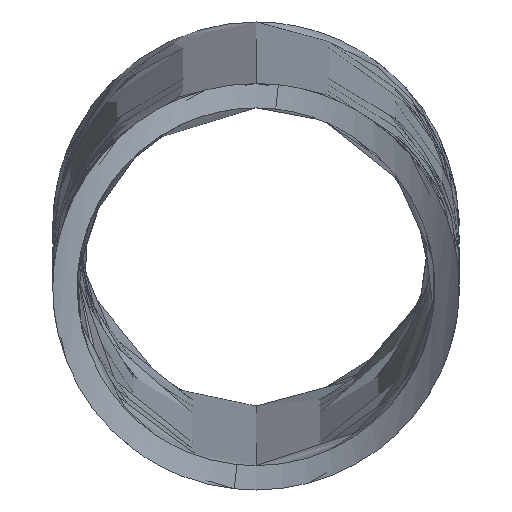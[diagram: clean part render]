
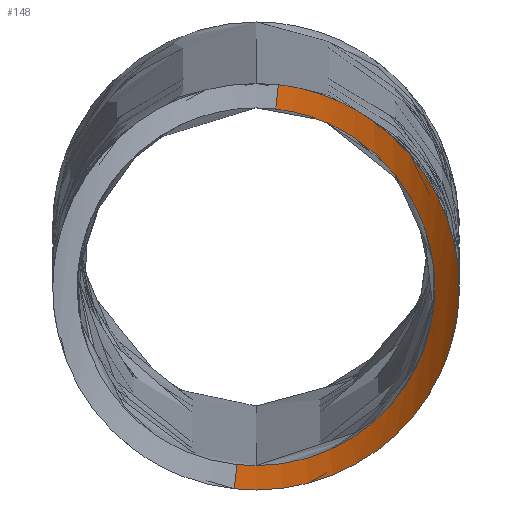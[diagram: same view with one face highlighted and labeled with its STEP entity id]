
A CAD part, left-side view. The second image highlights one B-rep face of the part: STEP entity #148.
In plain terms, the highlighted cylindrical face has radius 15 mm (diameter 30 mm), a partial arc.
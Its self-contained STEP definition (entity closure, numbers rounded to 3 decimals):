
#52=CARTESIAN_POINT('Axis2P3D Location',(-760.,-265.,185.48)) ;
#57=CARTESIAN_POINT('Line Origine',(-745.,-265.,185.48)) ;
#61=CARTESIAN_POINT('Vertex',(-745.,-263.665,173.235)) ;
#63=CARTESIAN_POINT('Vertex',(-745.,-263.828,174.726)) ;
#67=CARTESIAN_POINT('Control Point',(-745.06,-265.,173.163)) ;
#68=CARTESIAN_POINT('Control Point',(-745.02,-264.558,173.163)) ;
#69=CARTESIAN_POINT('Control Point',(-745.,-264.111,173.187)) ;
#70=CARTESIAN_POINT('Control Point',(-745.,-263.665,173.235)) ;
#71=CARTESIAN_POINT('Vertex',(-745.06,-265.,173.163)) ;
#75=CARTESIAN_POINT('Control Point',(-745.06,-265.,173.163)) ;
#76=CARTESIAN_POINT('Control Point',(-745.202,-266.609,173.161)) ;
#77=CARTESIAN_POINT('Control Point',(-745.56,-268.23,173.416)) ;
#78=CARTESIAN_POINT('Control Point',(-746.123,-269.762,173.935)) ;
#79=CARTESIAN_POINT('Control Point',(-747.318,-272.148,175.168)) ;
#80=CARTESIAN_POINT('Control Point',(-748.722,-274.078,176.922)) ;
#81=CARTESIAN_POINT('Control Point',(-749.32,-274.8,177.737)) ;
#82=CARTESIAN_POINT('Control Point',(-750.367,-275.934,179.33)) ;
#83=CARTESIAN_POINT('Control Point',(-751.199,-276.765,181.22)) ;
#84=CARTESIAN_POINT('Control Point',(-751.498,-277.065,182.107)) ;
#85=CARTESIAN_POINT('Control Point',(-751.814,-277.474,183.907)) ;
#86=CARTESIAN_POINT('Control Point',(-751.618,-277.545,185.766)) ;
#87=CARTESIAN_POINT('Control Point',(-751.407,-277.498,186.625)) ;
#88=CARTESIAN_POINT('Control Point',(-750.709,-277.222,188.672)) ;
#89=CARTESIAN_POINT('Control Point',(-749.721,-276.583,190.509)) ;
#90=CARTESIAN_POINT('Control Point',(-749.106,-276.093,191.539)) ;
#91=CARTESIAN_POINT('Control Point',(-748.096,-275.11,193.129)) ;
#92=CARTESIAN_POINT('Control Point',(-747.164,-273.837,194.525)) ;
#93=CARTESIAN_POINT('Control Point',(-746.819,-273.296,195.038)) ;
#94=CARTESIAN_POINT('Control Point',(-745.994,-271.785,196.268)) ;
#95=CARTESIAN_POINT('Control Point',(-745.389,-270.007,197.214)) ;
#96=CARTESIAN_POINT('Control Point',(-745.127,-268.828,197.663)) ;
#97=CARTESIAN_POINT('Control Point',(-745.,-267.602,197.954)) ;
#98=CARTESIAN_POINT('Control Point',(-745.,-266.375,198.09)) ;
#99=CARTESIAN_POINT('Vertex',(-745.,-266.375,198.09)) ;
#102=CARTESIAN_POINT('Line Origine',(-745.,-265.,185.48)) ;
#106=CARTESIAN_POINT('Vertex',(-745.,-266.212,196.598)) ;
#110=CARTESIAN_POINT('Control Point',(-745.046,-265.,174.663)) ;
#111=CARTESIAN_POINT('Control Point',(-745.157,-266.426,174.662)) ;
#112=CARTESIAN_POINT('Control Point',(-745.436,-267.866,174.889)) ;
#113=CARTESIAN_POINT('Control Point',(-745.878,-269.238,175.356)) ;
#114=CARTESIAN_POINT('Control Point',(-746.73,-271.197,176.383)) ;
#115=CARTESIAN_POINT('Control Point',(-747.69,-272.821,177.836)) ;
#116=CARTESIAN_POINT('Control Point',(-748.039,-273.361,178.413)) ;
#117=CARTESIAN_POINT('Control Point',(-748.76,-274.4,179.744)) ;
#118=CARTESIAN_POINT('Control Point',(-749.355,-275.188,181.309)) ;
#119=CARTESIAN_POINT('Control Point',(-749.61,-275.528,182.201)) ;
#120=CARTESIAN_POINT('Control Point',(-749.891,-275.992,184.045)) ;
#121=CARTESIAN_POINT('Control Point',(-749.733,-276.053,185.96)) ;
#122=CARTESIAN_POINT('Control Point',(-749.548,-275.981,186.872)) ;
#123=CARTESIAN_POINT('Control Point',(-748.953,-275.615,188.924)) ;
#124=CARTESIAN_POINT('Control Point',(-748.113,-274.827,190.757)) ;
#125=CARTESIAN_POINT('Control Point',(-747.609,-274.257,191.73)) ;
#126=CARTESIAN_POINT('Control Point',(-746.482,-272.687,193.778)) ;
#127=CARTESIAN_POINT('Control Point',(-745.569,-270.546,195.33)) ;
#128=CARTESIAN_POINT('Control Point',(-745.185,-269.171,196.014)) ;
#129=CARTESIAN_POINT('Control Point',(-745.,-267.693,196.434)) ;
#130=CARTESIAN_POINT('Control Point',(-745.,-266.212,196.598)) ;
#131=CARTESIAN_POINT('Vertex',(-745.046,-265.,174.663)) ;
#135=CARTESIAN_POINT('Control Point',(-745.046,-265.,174.663)) ;
#136=CARTESIAN_POINT('Control Point',(-745.016,-264.611,174.664)) ;
#137=CARTESIAN_POINT('Control Point',(-745.,-264.219,174.684)) ;
#138=CARTESIAN_POINT('Control Point',(-745.,-263.828,174.726)) ;
#53=DIRECTION('Axis2P3D Direction',(0.,0.108,-0.994)) ;
#54=DIRECTION('Axis2P3D XDirection',(-1.,0.,0.)) ;
#58=DIRECTION('Vector Direction',(0.,0.108,-0.994)) ;
#103=DIRECTION('Vector Direction',(0.,0.108,-0.994)) ;
#55=AXIS2_PLACEMENT_3D('Cylinder Axis2P3D',#52,#53,#54) ;
#141=ORIENTED_EDGE('',*,*,#65,.F.) ;
#142=ORIENTED_EDGE('',*,*,#73,.F.) ;
#143=ORIENTED_EDGE('',*,*,#101,.T.) ;
#144=ORIENTED_EDGE('',*,*,#108,.F.) ;
#145=ORIENTED_EDGE('',*,*,#133,.F.) ;
#146=ORIENTED_EDGE('',*,*,#139,.T.) ;
#59=VECTOR('Line Direction',#58,1.) ;
#104=VECTOR('Line Direction',#103,1.) ;
#148=ADVANCED_FACE('Corps principal',(#147),#56,.F.) ;
#66=B_SPLINE_CURVE_WITH_KNOTS('',3,(#67,#68,#69,#70),.UNSPECIFIED.,.F.,.U.,(4,4),(0.,1.99),.UNSPECIFIED.) ;
#74=B_SPLINE_CURVE_WITH_KNOTS('',5,(#75,#76,#77,#78,#79,#80,#81,#82,#83,#84,#85,#86,#87,#88,#89,#90,#91,#92,#93,#94,#95,#96,#97,#98),.UNSPECIFIED.,.F.,.U.,(6,3,3,3,3,3,3,6),(0.,12.063,20.742,27.45,33.47,42.454,48.219,57.336),.UNSPECIFIED.) ;
#109=B_SPLINE_CURVE_WITH_KNOTS('',5,(#110,#111,#112,#113,#114,#115,#116,#117,#118,#119,#120,#121,#122,#123,#124,#125,#126,#127,#128,#129,#130),.UNSPECIFIED.,.F.,.U.,(6,3,3,3,3,3,6),(0.,10.681,16.713,23.461,29.805,38.349,49.346),.UNSPECIFIED.) ;
#134=B_SPLINE_CURVE_WITH_KNOTS('',3,(#135,#136,#137,#138),.UNSPECIFIED.,.F.,.U.,(4,4),(0.,1.747),.UNSPECIFIED.) ;
#56=CYLINDRICAL_SURFACE('generated cylinder',#55,15.) ;
#65=EDGE_CURVE('',#62,#64,#60,.F.) ;
#73=EDGE_CURVE('',#72,#62,#66,.T.) ;
#101=EDGE_CURVE('',#72,#100,#74,.T.) ;
#108=EDGE_CURVE('',#107,#100,#105,.F.) ;
#133=EDGE_CURVE('',#132,#107,#109,.T.) ;
#139=EDGE_CURVE('',#132,#64,#134,.T.) ;
#140=EDGE_LOOP('',(#141,#142,#143,#144,#145,#146)) ;
#147=FACE_OUTER_BOUND('',#140,.T.) ;
#60=LINE('Line',#57,#59) ;
#105=LINE('Line',#102,#104) ;
#62=VERTEX_POINT('',#61) ;
#64=VERTEX_POINT('',#63) ;
#72=VERTEX_POINT('',#71) ;
#100=VERTEX_POINT('',#99) ;
#107=VERTEX_POINT('',#106) ;
#132=VERTEX_POINT('',#131) ;
